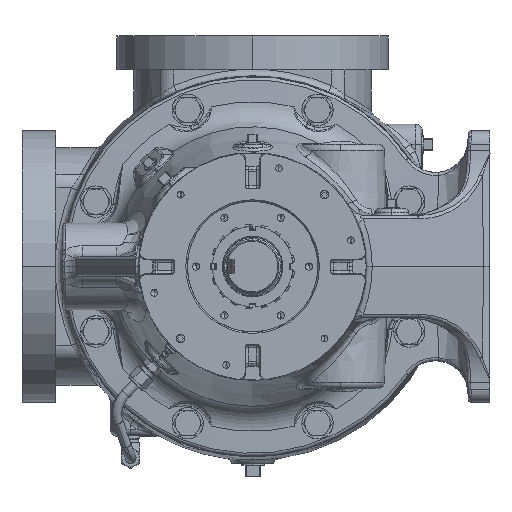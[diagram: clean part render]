
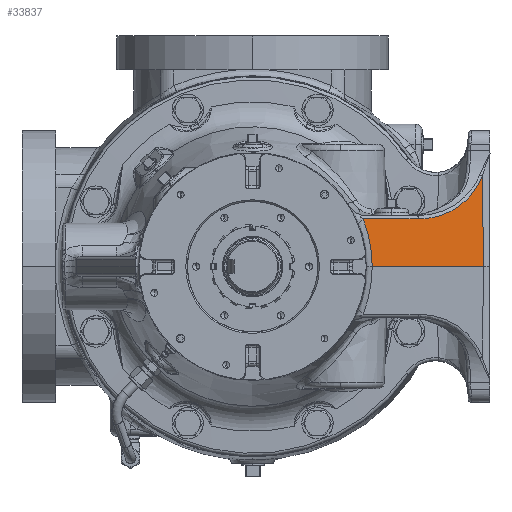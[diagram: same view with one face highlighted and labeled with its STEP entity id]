
A CAD part, left-side view. The second image highlights one B-rep face of the part: STEP entity #33837.
In plain terms, the highlighted planar face has unit normal (-0.707, -0.707, 0.035).
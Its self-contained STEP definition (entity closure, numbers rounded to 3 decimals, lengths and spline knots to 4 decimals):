
#174 = EDGE_CURVE ( 'NONE', #142244, #86214, #180232, .T. ) ;
#6990 = EDGE_CURVE ( 'NONE', #58982, #32203, #131574, .T. ) ;
#11926 = DIRECTION ( 'NONE',  ( -0.707, -0.707, 0.035 ) ) ;
#13071 = CARTESIAN_POINT ( 'NONE',  ( -12.9806, -4.2942, 1.1965 ) ) ;
#14315 = AXIS2_PLACEMENT_3D ( 'NONE', #136968, #11926, #96793 ) ;
#15779 = ORIENTED_EDGE ( 'NONE', *, *, #155329, .T. ) ;
#20249 = EDGE_LOOP ( 'NONE', ( #15779, #62164, #71570, #47925, #166424 ) ) ;
#23981 = LINE ( 'NONE', #121621, #154601 ) ;
#25303 = CARTESIAN_POINT ( 'NONE',  ( -11.1082, -6.1389, 1.7592 ) ) ;
#32203 = VERTEX_POINT ( 'NONE', #125583 ) ;
#33837 = ADVANCED_FACE ( 'Defeatured_0_2076', ( #153370 ), #69382, .T. ) ;
#37071 = DIRECTION ( 'NONE',  ( 0.035, 0.014, 0.999 ) ) ;
#39117 = CARTESIAN_POINT ( 'NONE',  ( -8.7044, -8.4647, 3.3368 ) ) ;
#46297 = CARTESIAN_POINT ( 'NONE',  ( -8.7044, -8.4647, 3.3368 ) ) ;
#47925 = ORIENTED_EDGE ( 'NONE', *, *, #65660, .T. ) ;
#57903 = CARTESIAN_POINT ( 'NONE',  ( -12.924, -4.4099, 0. ) ) ;
#58982 = VERTEX_POINT ( 'NONE', #57903 ) ;
#62164 = ORIENTED_EDGE ( 'NONE', *, *, #177411, .T. ) ;
#62201 = CARTESIAN_POINT ( 'NONE',  ( -8.5839, -8.75, 0. ) ) ;
#65660 = EDGE_CURVE ( 'NONE', #32203, #142244, #77227, .T. ) ;
#69382 = PLANE ( 'NONE',  #14315 ) ;
#71570 = ORIENTED_EDGE ( 'NONE', *, *, #6990, .T. ) ;
#74813 = VERTEX_POINT ( 'NONE', #104478 ) ;
#77227 = LINE ( 'NONE', #175781, #115211 ) ;
#86214 = VERTEX_POINT ( 'NONE', #25303 ) ;
#90471 = DIRECTION ( 'NONE',  ( 0.707, -0.707, 0. ) ) ;
#90624 = DIRECTION ( 'NONE',  ( -0.707, 0.707, 0. ) ) ;
#93862 = CARTESIAN_POINT ( 'NONE',  ( -9.1325, -8.0853, 2.3496 ) ) ;
#96793 = DIRECTION ( 'NONE',  ( 0.707, -0.707, 0. ) ) ;
#104478 = CARTESIAN_POINT ( 'NONE',  ( -13.1709, -4.0761, 1.7592 ) ) ;
#110717 = CARTESIAN_POINT ( 'NONE',  ( -13.1709, -4.0761, 1.7592 ) ) ;
#115211 = VECTOR ( 'NONE', #37071, 39.3701 ) ;
#121621 = CARTESIAN_POINT ( 'NONE',  ( -8.5404, -8.7066, 1.7592 ) ) ;
#123035 = CARTESIAN_POINT ( 'NONE',  ( -10.0321, -7.2149, 1.7592 ) ) ;
#125583 = CARTESIAN_POINT ( 'NONE',  ( -8.821, -8.5129, 0. ) ) ;
#131574 = LINE ( 'NONE', #62201, #152298 ) ;
#134089 =( BOUNDED_CURVE ( )  B_SPLINE_CURVE ( 3, ( #110717, #13071, #162841, #178332 ),
 .UNSPECIFIED., .F., .F. ) 
 B_SPLINE_CURVE_WITH_KNOTS ( ( 4, 4 ),
 ( 2.8212, 3.1856 ),
 .UNSPECIFIED. ) 
 CURVE ( )  GEOMETRIC_REPRESENTATION_ITEM ( )  RATIONAL_B_SPLINE_CURVE ( ( 1., 0.989, 0.989, 1. ) ) 
 REPRESENTATION_ITEM ( '' )  );
#136968 = CARTESIAN_POINT ( 'NONE',  ( -8.5839, -8.75, 0. ) ) ;
#142244 = VERTEX_POINT ( 'NONE', #46297 ) ;
#149558 = CARTESIAN_POINT ( 'NONE',  ( -11.1082, -6.1389, 1.7592 ) ) ;
#152298 = VECTOR ( 'NONE', #90471, 39.3701 ) ;
#153370 = FACE_OUTER_BOUND ( 'NONE', #20249, .T. ) ;
#154601 = VECTOR ( 'NONE', #90624, 39.3701 ) ;
#155329 = EDGE_CURVE ( 'NONE', #86214, #74813, #23981, .T. ) ;
#162841 = CARTESIAN_POINT ( 'NONE',  ( -12.8974, -4.4067, 0.6035 ) ) ;
#166424 = ORIENTED_EDGE ( 'NONE', *, *, #174, .T. ) ;
#175781 = CARTESIAN_POINT ( 'NONE',  ( -8.8208, -8.5129, 0.0048 ) ) ;
#177411 = EDGE_CURVE ( 'NONE', #74813, #58982, #134089, .T. ) ;
#178332 = CARTESIAN_POINT ( 'NONE',  ( -12.924, -4.4099, 0. ) ) ;
#180232 =( BOUNDED_CURVE ( )  B_SPLINE_CURVE ( 3, ( #39117, #93862, #123035, #149558 ),
 .UNSPECIFIED., .F., .F. ) 
 B_SPLINE_CURVE_WITH_KNOTS ( ( 4, 4 ),
 ( 3.5014, 4.663 ),
 .UNSPECIFIED. ) 
 CURVE ( )  GEOMETRIC_REPRESENTATION_ITEM ( )  RATIONAL_B_SPLINE_CURVE ( ( 1., 0.891, 0.891, 1. ) ) 
 REPRESENTATION_ITEM ( '' )  );
